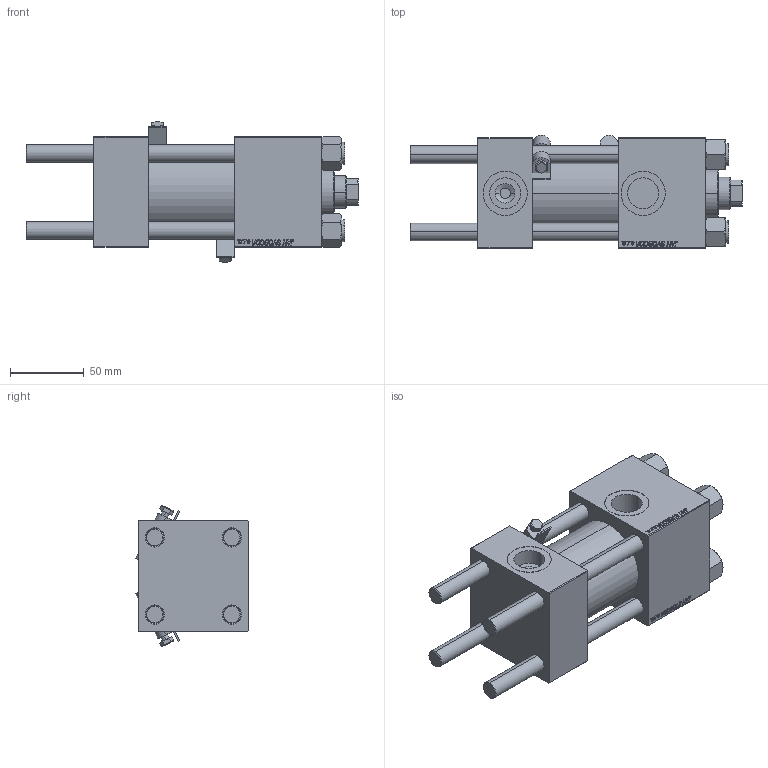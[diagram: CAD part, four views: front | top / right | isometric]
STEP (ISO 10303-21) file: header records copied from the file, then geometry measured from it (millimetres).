
FILE_DESCRIPTION (( 'STEP AP203' ), '1' );
FILE_NAME ('764e.STEP', '2023-08-26T15:27:14', ( '' ), ( '' ), 'SwSTEP 2.0', 'SolidWorks 2019', '' );
FILE_SCHEMA (( 'CONFIG_CONTROL_DESIGN' ));
Length unit declared in the file: millimetre
Products named in the file (7): 764e; MSRF_MSRG1 c64269a9c199282a864b97861fa13eb4; V215_VC_A c64269a9c199282a864b97861fa13eb4; NUT_M5 c64269a9c199282a864b97861fa13eb4; V215CR_BODY_A c64269a9c199282a864b97861fa13eb4; CR025_012_A_0_G_A_G_M_020_+#_##_TYCINKA c64269a9c199282a864b97861fa13eb4; V215CR_VCP c64269a9c199282a864b97861fa13eb4
Assembly tree (13 placements, depth 2):
  764e
    V215CR_BODY_A c64269a9c199282a864b97861fa13eb4
    CR025_012_A_0_G_A_G_M_020_+#_##_TYCINKA c64269a9c199282a864b97861fa13eb4  x4
    NUT_M5 c64269a9c199282a864b97861fa13eb4  x4
    V215CR_VCP c64269a9c199282a864b97861fa13eb4
    V215_VC_A c64269a9c199282a864b97861fa13eb4
    MSRF_MSRG1 c64269a9c199282a864b97861fa13eb4  x2
Bounding box: 225 x 76.88 x 95.81 mm (x, y, z)
Volume: 697464.7 mm3; surface area: 168236.4 mm2
Topology: 13 solids, 13 shells, 1198 faces, 2996 edges, 1943 vertices
Faces by surface type: plane 556, bspline 392, cone 136, cylinder 106, torus 8
Entity records: 50814 total; most frequent: CARTESIAN_POINT 27135, ORIENTED_EDGE 5334, DIRECTION 3387, EDGE_CURVE 2667, VERTEX_POINT 1751, LINE 1629, VECTOR 1629, EDGE_LOOP 1178
